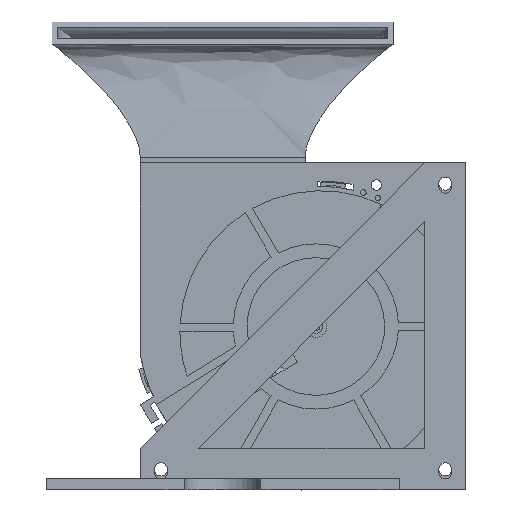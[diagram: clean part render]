
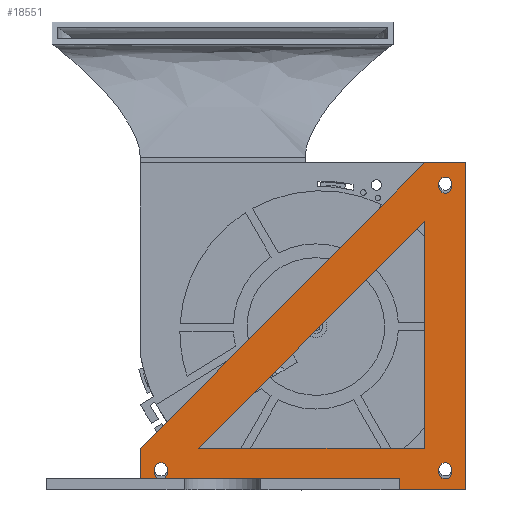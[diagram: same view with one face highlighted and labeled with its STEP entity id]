
A CAD part, left-side view. The second image highlights one B-rep face of the part: STEP entity #18551.
In plain terms, the highlighted face is planar.
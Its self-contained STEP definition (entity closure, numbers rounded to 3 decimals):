
#96=CIRCLE('',#19655,2.375);
#102=CIRCLE('',#19665,2.375);
#103=CIRCLE('',#19669,2.375);
#104=CIRCLE('',#19670,2.375);
#105=CIRCLE('',#19675,2.375);
#106=CIRCLE('',#19676,2.375);
#107=CIRCLE('',#19677,2.375);
#1937=FACE_BOUND('',#3130,.T.);
#1938=FACE_BOUND('',#3131,.T.);
#1939=FACE_BOUND('',#3132,.T.);
#2081=FACE_OUTER_BOUND('',#3129,.T.);
#3129=EDGE_LOOP('',(#12361,#12362,#12363,#12364,#12365,#12366,#12367,#12368,
#12369,#12370,#12371,#12372,#12373));
#3130=EDGE_LOOP('',(#12374,#12375,#12376,#12377));
#3131=EDGE_LOOP('',(#12378,#12379,#12380,#12381));
#3132=EDGE_LOOP('',(#12382,#12383,#12384));
#4265=LINE('',#28937,#5790);
#4269=LINE('',#28944,#5794);
#4284=LINE('',#28987,#5809);
#4287=LINE('',#28992,#5812);
#4290=LINE('',#29003,#5815);
#4293=LINE('',#29008,#5818);
#4295=LINE('',#29013,#5820);
#4297=LINE('',#29018,#5822);
#4298=LINE('',#29020,#5823);
#4299=LINE('',#29022,#5824);
#4300=LINE('',#29023,#5825);
#4301=LINE('',#29025,#5826);
#4302=LINE('',#29027,#5827);
#4303=LINE('',#29028,#5828);
#4304=LINE('',#29033,#5829);
#4305=LINE('',#29035,#5830);
#4306=LINE('',#29036,#5831);
#5790=VECTOR('',#22107,10.);
#5794=VECTOR('',#22113,10.);
#5809=VECTOR('',#22146,10.);
#5812=VECTOR('',#22151,10.);
#5815=VECTOR('',#22162,10.);
#5818=VECTOR('',#22167,10.);
#5820=VECTOR('',#22171,10.);
#5822=VECTOR('',#22177,10.);
#5823=VECTOR('',#22178,10.);
#5824=VECTOR('',#22179,1000.);
#5825=VECTOR('',#22180,1000.);
#5826=VECTOR('',#22181,1000.);
#5827=VECTOR('',#22182,1000.);
#5828=VECTOR('',#22183,10.);
#5829=VECTOR('',#22188,1000.);
#5830=VECTOR('',#22189,1000.);
#5831=VECTOR('',#22190,1000.);
#7320=VERTEX_POINT('',#28928);
#7321=VERTEX_POINT('',#28930);
#7323=VERTEX_POINT('',#28936);
#7325=VERTEX_POINT('',#28942);
#7342=VERTEX_POINT('',#28980);
#7343=VERTEX_POINT('',#28982);
#7344=VERTEX_POINT('',#28986);
#7345=VERTEX_POINT('',#28990);
#7346=VERTEX_POINT('',#28994);
#7347=VERTEX_POINT('',#28996);
#7348=VERTEX_POINT('',#28998);
#7349=VERTEX_POINT('',#29002);
#7350=VERTEX_POINT('',#29006);
#7351=VERTEX_POINT('',#29010);
#7352=VERTEX_POINT('',#29012);
#7353=VERTEX_POINT('',#29017);
#7354=VERTEX_POINT('',#29019);
#7355=VERTEX_POINT('',#29021);
#7356=VERTEX_POINT('',#29024);
#7357=VERTEX_POINT('',#29026);
#7358=VERTEX_POINT('',#29031);
#7359=VERTEX_POINT('',#29032);
#7360=VERTEX_POINT('',#29034);
#9268=EDGE_CURVE('',#7321,#7320,#96,.T.);
#9271=EDGE_CURVE('',#7323,#7321,#4265,.T.);
#9275=EDGE_CURVE('',#7320,#7325,#4269,.T.);
#9294=EDGE_CURVE('',#7343,#7342,#102,.T.);
#9296=EDGE_CURVE('',#7344,#7343,#4284,.T.);
#9299=EDGE_CURVE('',#7342,#7345,#4287,.T.);
#9301=EDGE_CURVE('',#7347,#7346,#103,.T.);
#9302=EDGE_CURVE('',#7348,#7347,#104,.T.);
#9304=EDGE_CURVE('',#7349,#7348,#4290,.T.);
#9307=EDGE_CURVE('',#7346,#7350,#4293,.T.);
#9309=EDGE_CURVE('',#7352,#7351,#4295,.T.);
#9311=EDGE_CURVE('',#7350,#7349,#105,.T.);
#9312=EDGE_CURVE('',#7347,#7353,#4297,.T.);
#9313=EDGE_CURVE('',#7353,#7354,#4298,.T.);
#9314=EDGE_CURVE('',#7354,#7355,#4299,.T.);
#9315=EDGE_CURVE('',#7355,#7352,#4300,.T.);
#9316=EDGE_CURVE('',#7351,#7356,#4301,.T.);
#9317=EDGE_CURVE('',#7356,#7357,#4302,.T.);
#9318=EDGE_CURVE('',#7357,#7347,#4303,.T.);
#9319=EDGE_CURVE('',#7325,#7323,#106,.T.);
#9320=EDGE_CURVE('',#7345,#7344,#107,.T.);
#9321=EDGE_CURVE('',#7358,#7359,#4304,.T.);
#9322=EDGE_CURVE('',#7359,#7360,#4305,.T.);
#9323=EDGE_CURVE('',#7360,#7358,#4306,.T.);
#12361=ORIENTED_EDGE('',*,*,#9307,.T.);
#12362=ORIENTED_EDGE('',*,*,#9311,.T.);
#12363=ORIENTED_EDGE('',*,*,#9304,.T.);
#12364=ORIENTED_EDGE('',*,*,#9302,.T.);
#12365=ORIENTED_EDGE('',*,*,#9312,.T.);
#12366=ORIENTED_EDGE('',*,*,#9313,.T.);
#12367=ORIENTED_EDGE('',*,*,#9314,.T.);
#12368=ORIENTED_EDGE('',*,*,#9315,.T.);
#12369=ORIENTED_EDGE('',*,*,#9309,.T.);
#12370=ORIENTED_EDGE('',*,*,#9316,.T.);
#12371=ORIENTED_EDGE('',*,*,#9317,.T.);
#12372=ORIENTED_EDGE('',*,*,#9318,.T.);
#12373=ORIENTED_EDGE('',*,*,#9301,.T.);
#12374=ORIENTED_EDGE('',*,*,#9275,.T.);
#12375=ORIENTED_EDGE('',*,*,#9319,.T.);
#12376=ORIENTED_EDGE('',*,*,#9271,.T.);
#12377=ORIENTED_EDGE('',*,*,#9268,.T.);
#12378=ORIENTED_EDGE('',*,*,#9299,.T.);
#12379=ORIENTED_EDGE('',*,*,#9320,.T.);
#12380=ORIENTED_EDGE('',*,*,#9296,.T.);
#12381=ORIENTED_EDGE('',*,*,#9294,.T.);
#12382=ORIENTED_EDGE('',*,*,#9321,.T.);
#12383=ORIENTED_EDGE('',*,*,#9322,.T.);
#12384=ORIENTED_EDGE('',*,*,#9323,.T.);
#17949=PLANE('',#19674);
#18551=ADVANCED_FACE('',(#2081,#1937,#1938,#1939),#17949,.T.);
#19655=AXIS2_PLACEMENT_3D('',#28931,#22101,#22102);
#19665=AXIS2_PLACEMENT_3D('',#28983,#22141,#22142);
#19669=AXIS2_PLACEMENT_3D('',#28997,#22155,#22156);
#19670=AXIS2_PLACEMENT_3D('',#28999,#22157,#22158);
#19674=AXIS2_PLACEMENT_3D('',#29015,#22173,#22174);
#19675=AXIS2_PLACEMENT_3D('',#29016,#22175,#22176);
#19676=AXIS2_PLACEMENT_3D('',#29029,#22184,#22185);
#19677=AXIS2_PLACEMENT_3D('',#29030,#22186,#22187);
#22101=DIRECTION('center_axis',(-1.,0.,0.));
#22102=DIRECTION('ref_axis',(0.,-1.,0.));
#22107=DIRECTION('',(0.,0.,-1.));
#22113=DIRECTION('',(0.,0.,1.));
#22141=DIRECTION('center_axis',(-1.,0.,0.));
#22142=DIRECTION('ref_axis',(0.,-1.,0.));
#22146=DIRECTION('',(0.,0.,-1.));
#22151=DIRECTION('',(0.,0.,1.));
#22155=DIRECTION('center_axis',(-1.,0.,0.));
#22156=DIRECTION('ref_axis',(0.,1.,0.));
#22157=DIRECTION('center_axis',(-1.,0.,0.));
#22158=DIRECTION('ref_axis',(0.,1.,0.));
#22162=DIRECTION('',(0.,0.,-1.));
#22167=DIRECTION('',(0.,0.,1.));
#22171=DIRECTION('',(0.,-1.,0.));
#22173=DIRECTION('center_axis',(1.,0.,0.));
#22174=DIRECTION('ref_axis',(0.,1.,0.));
#22175=DIRECTION('center_axis',(-1.,0.,0.));
#22176=DIRECTION('ref_axis',(0.,-1.,0.));
#22177=DIRECTION('',(0.,1.,0.));
#22178=DIRECTION('',(0.,0.,-1.));
#22179=DIRECTION('',(0.,1.,0.));
#22180=DIRECTION('',(0.,0.,1.));
#22181=DIRECTION('',(0.,-0.705,-0.709));
#22182=DIRECTION('',(0.,0.,-1.));
#22183=DIRECTION('',(0.,1.,0.));
#22184=DIRECTION('center_axis',(-1.,0.,0.));
#22185=DIRECTION('ref_axis',(0.,-1.,0.));
#22186=DIRECTION('center_axis',(-1.,0.,0.));
#22187=DIRECTION('ref_axis',(0.,-1.,0.));
#22188=DIRECTION('',(0.,0.705,0.709));
#22189=DIRECTION('',(0.,0.,-1.));
#22190=DIRECTION('',(0.,-1.,0.));
#28928=CARTESIAN_POINT('',(31.738,87.212,261.793));
#28930=CARTESIAN_POINT('',(31.738,91.962,261.793));
#28931=CARTESIAN_POINT('Origin',(31.738,89.587,261.793));
#28936=CARTESIAN_POINT('',(31.738,91.962,262.918));
#28937=CARTESIAN_POINT('',(31.738,91.962,236.968));
#28942=CARTESIAN_POINT('',(31.738,87.212,262.918));
#28944=CARTESIAN_POINT('',(31.738,87.212,236.405));
#28980=CARTESIAN_POINT('',(31.738,87.212,157.993));
#28982=CARTESIAN_POINT('',(31.738,91.962,157.993));
#28983=CARTESIAN_POINT('Origin',(31.738,89.587,157.993));
#28986=CARTESIAN_POINT('',(31.738,91.962,159.118));
#28987=CARTESIAN_POINT('',(31.738,91.962,185.068));
#28990=CARTESIAN_POINT('',(31.738,87.212,159.118));
#28992=CARTESIAN_POINT('',(31.738,87.212,184.505));
#28994=CARTESIAN_POINT('',(31.738,-16.088,157.993));
#28996=CARTESIAN_POINT('',(31.738,-13.713,155.618));
#28997=CARTESIAN_POINT('Origin',(31.738,-13.713,157.993));
#28998=CARTESIAN_POINT('',(31.738,-11.338,157.993));
#28999=CARTESIAN_POINT('Origin',(31.738,-13.713,157.993));
#29002=CARTESIAN_POINT('',(31.738,-11.338,159.118));
#29003=CARTESIAN_POINT('',(31.738,-11.338,185.068));
#29006=CARTESIAN_POINT('',(31.738,-16.088,159.118));
#29008=CARTESIAN_POINT('',(31.738,-16.088,184.505));
#29010=CARTESIAN_POINT('',(31.738,82.012,270.418));
#29012=CARTESIAN_POINT('',(31.738,97.087,270.418));
#29013=CARTESIAN_POINT('',(31.738,67.512,270.418));
#29015=CARTESIAN_POINT('Origin',(31.738,37.937,211.018));
#29016=CARTESIAN_POINT('Origin',(31.738,-13.713,159.118));
#29017=CARTESIAN_POINT('',(31.738,72.928,155.618));
#29018=CARTESIAN_POINT('',(31.738,23.35,155.618));
#29019=CARTESIAN_POINT('',(31.738,72.928,151.618));
#29020=CARTESIAN_POINT('',(31.738,72.928,182.818));
#29021=CARTESIAN_POINT('',(31.738,97.087,151.618));
#29022=CARTESIAN_POINT('',(31.738,37.937,151.618));
#29023=CARTESIAN_POINT('',(31.738,97.087,211.018));
#29024=CARTESIAN_POINT('',(31.738,-21.213,166.693));
#29025=CARTESIAN_POINT('',(31.738,30.4,218.555));
#29026=CARTESIAN_POINT('',(31.738,-21.213,155.618));
#29027=CARTESIAN_POINT('',(31.738,-21.213,211.018));
#29028=CARTESIAN_POINT('',(31.738,23.35,155.618));
#29029=CARTESIAN_POINT('Origin',(31.738,89.587,262.918));
#29030=CARTESIAN_POINT('Origin',(31.738,89.587,159.118));
#29031=CARTESIAN_POINT('',(31.738,-0.051,166.693));
#29032=CARTESIAN_POINT('',(31.738,82.012,249.153));
#29033=CARTESIAN_POINT('',(31.738,40.98,207.923));
#29034=CARTESIAN_POINT('',(31.738,82.012,166.693));
#29035=CARTESIAN_POINT('',(31.738,82.012,218.555));
#29036=CARTESIAN_POINT('',(31.738,30.4,166.693));
